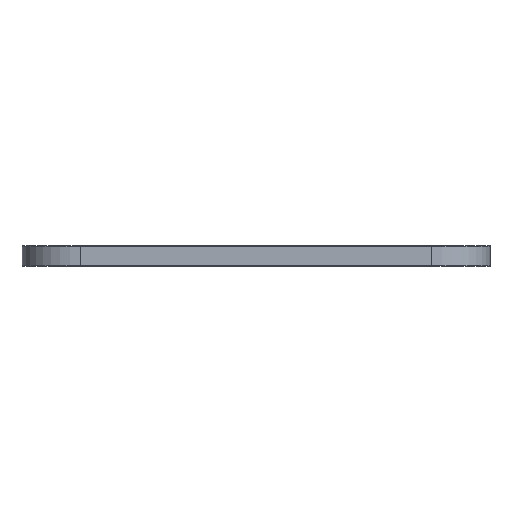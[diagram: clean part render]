
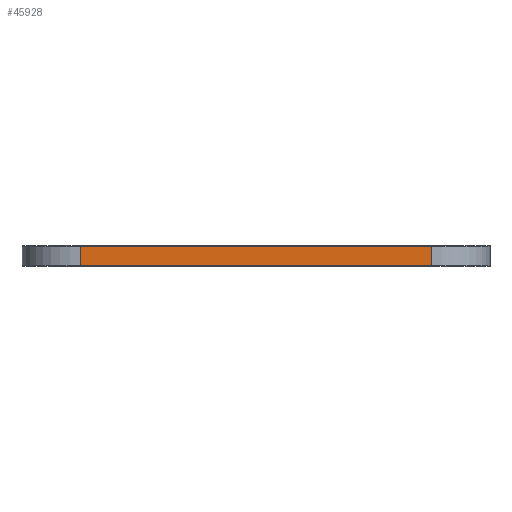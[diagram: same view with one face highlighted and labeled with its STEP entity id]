
A CAD part, left-side view. The second image highlights one B-rep face of the part: STEP entity #45928.
In plain terms, the highlighted planar face has unit normal (-1, 0, 0).
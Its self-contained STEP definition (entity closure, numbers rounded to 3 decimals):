
#45533 = VERTEX_POINT('',#45534);
#45534 = CARTESIAN_POINT('',(-35.75,21.,0.));
#45541 = EDGE_CURVE('',#45542,#45533,#45544,.T.);
#45542 = VERTEX_POINT('',#45543);
#45543 = CARTESIAN_POINT('',(-35.75,3.,0.));
#45544 = LINE('',#45545,#45546);
#45545 = CARTESIAN_POINT('',(-35.75,3.,0.));
#45546 = VECTOR('',#45547,1.);
#45547 = DIRECTION('',(0.,1.,0.));
#45717 = VERTEX_POINT('',#45718);
#45718 = CARTESIAN_POINT('',(-35.75,21.,1.));
#45725 = EDGE_CURVE('',#45726,#45717,#45728,.T.);
#45726 = VERTEX_POINT('',#45727);
#45727 = CARTESIAN_POINT('',(-35.75,3.,1.));
#45728 = LINE('',#45729,#45730);
#45729 = CARTESIAN_POINT('',(-35.75,3.,1.));
#45730 = VECTOR('',#45731,1.);
#45731 = DIRECTION('',(0.,1.,0.));
#45898 = EDGE_CURVE('',#45533,#45717,#45899,.T.);
#45899 = LINE('',#45900,#45901);
#45900 = CARTESIAN_POINT('',(-35.75,21.,0.));
#45901 = VECTOR('',#45902,1.);
#45902 = DIRECTION('',(0.,0.,1.));
#45928 = ADVANCED_FACE('',(#45929),#45940,.T.);
#45929 = FACE_BOUND('',#45930,.T.);
#45930 = EDGE_LOOP('',(#45931,#45937,#45938,#45939));
#45931 = ORIENTED_EDGE('',*,*,#45932,.T.);
#45932 = EDGE_CURVE('',#45542,#45726,#45933,.T.);
#45933 = LINE('',#45934,#45935);
#45934 = CARTESIAN_POINT('',(-35.75,3.,0.));
#45935 = VECTOR('',#45936,1.);
#45936 = DIRECTION('',(0.,0.,1.));
#45937 = ORIENTED_EDGE('',*,*,#45725,.T.);
#45938 = ORIENTED_EDGE('',*,*,#45898,.F.);
#45939 = ORIENTED_EDGE('',*,*,#45541,.F.);
#45940 = PLANE('',#45941);
#45941 = AXIS2_PLACEMENT_3D('',#45942,#45943,#45944);
#45942 = CARTESIAN_POINT('',(-35.75,3.,0.));
#45943 = DIRECTION('',(-1.,0.,0.));
#45944 = DIRECTION('',(0.,1.,0.));
